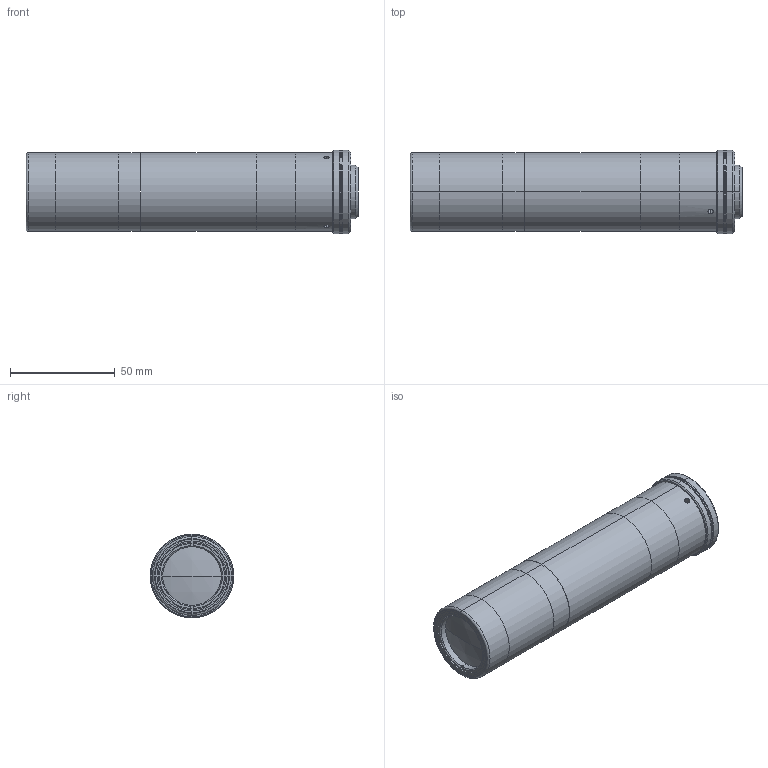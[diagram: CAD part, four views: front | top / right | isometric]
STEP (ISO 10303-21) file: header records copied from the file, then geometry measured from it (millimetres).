
FILE_DESCRIPTION (( 'STEP AP214' ), '1' );
FILE_NAME ('TCLWD-075.STEP', '2014-07-03T12:29:37', ( '' ), ( '' ), 'SwSTEP 2.0', 'SolidWorks 2013', '' );
FILE_SCHEMA (( 'AUTOMOTIVE_DESIGN' ));
Length unit declared in the file: millimetre
Products named in the file (1): TCLWD-075
Bounding box: 158.53 x 40 x 40 mm (x, y, z)
Surface area: 27134.2 mm2 (no closed solid volume)
Topology: 0 solids, 16 shells, 81 faces, 220 edges, 155 vertices
Faces by surface type: cylinder 40, plane 25, cone 12, sphere 2, torus 2
Entity records: 3715 total; most frequent: CARTESIAN_POINT 703, DIRECTION 492, ORIENTED_EDGE 350, EDGE_CURVE 220, AXIS2_PLACEMENT_3D 210, VERTEX_POINT 155, CIRCLE 128, EDGE_LOOP 99
